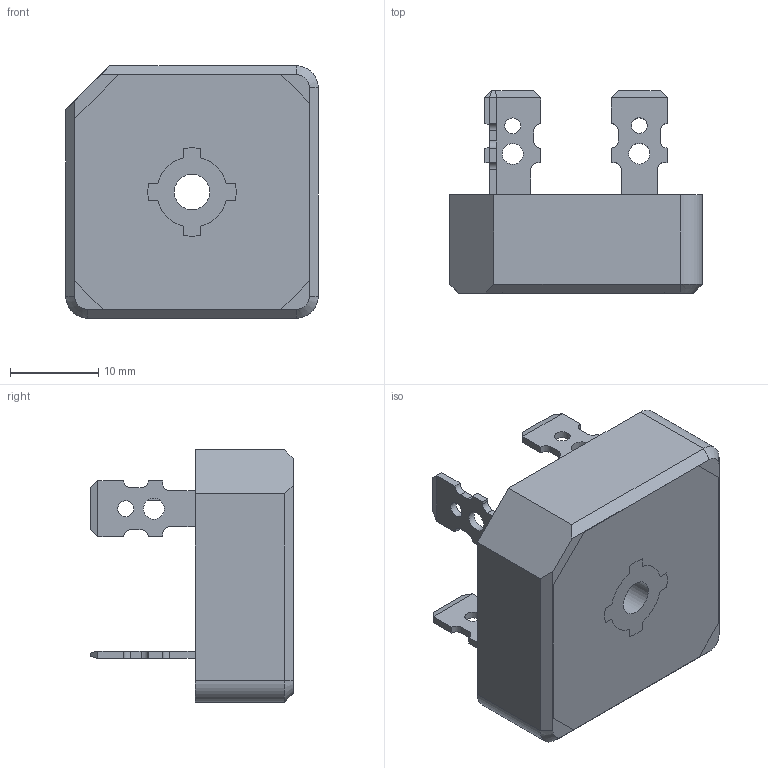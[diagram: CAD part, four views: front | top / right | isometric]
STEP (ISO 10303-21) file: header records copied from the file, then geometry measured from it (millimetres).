
FILE_DESCRIPTION(/* description */ (''),/* implementation_level */ '2;1');
FILE_NAME(/* name */ 'GBPC 外观.stp',/* time_stamp */ '2020-04-25T10:44:33+08:00',/* author */ ('he.song'),/* organization */ (''),/* preprocessor_version */ 'ST-DEVELOPER v16.13',/* originating_system */ 'Autodesk Inventor 2018',/* authorisation */ '');
FILE_SCHEMA (('AUTOMOTIVE_DESIGN { 1 0 10303 214 3 1 1 }'));
Length unit declared in the file: millimetre
Products named in the file (6): GBPC 外观; GBPC 镀镍端子; 底; Body; Case; 印字
Assembly tree (8 placements, depth 2):
  GBPC 外观
    GBPC 镀镍端子  x4
    底
    Body
    Case
    印字
Bounding box: 28.55 x 22.9 x 28.55 mm (x, y, z)
Volume: 7533.6 mm3; surface area: 8406 mm2
Topology: 9 solids, 9 shells, 224 faces, 583 edges, 380 vertices
Faces by surface type: plane 157, cylinder 64, cone 3
Full cylindrical faces by diameter (mm): 1.78 x4, 2.36 x4, 4 x1, 5.25 x2
Entity records: 4707 total; most frequent: CARTESIAN_POINT 783, DIRECTION 779, ORIENTED_EDGE 750, EDGE_CURVE 374, LINE 291, VECTOR 291, VERTEX_POINT 248, AXIS2_PLACEMENT_3D 244
